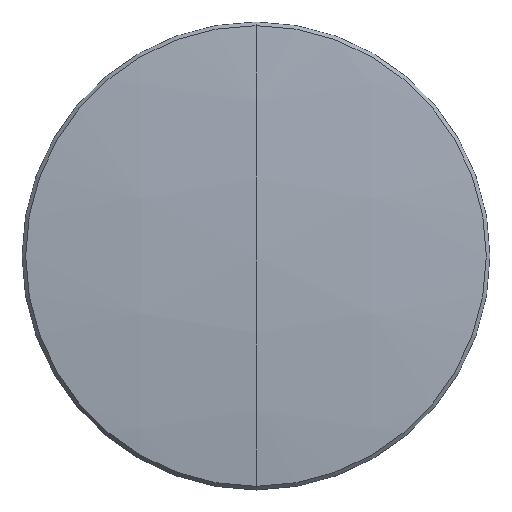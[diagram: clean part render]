
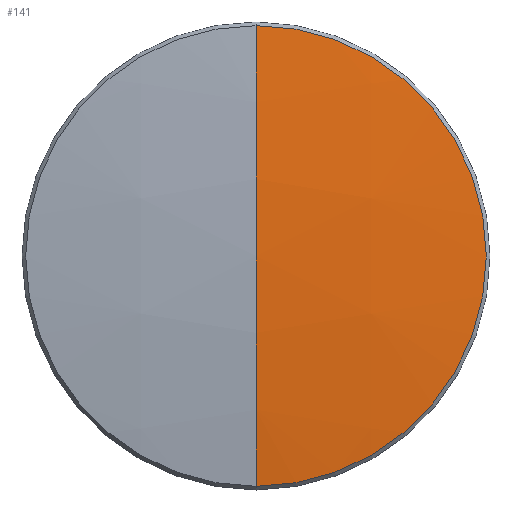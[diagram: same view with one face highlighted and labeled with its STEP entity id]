
A CAD part, top view. The second image highlights one B-rep face of the part: STEP entity #141.
In plain terms, the highlighted spherical face has radius 108.47 mm.
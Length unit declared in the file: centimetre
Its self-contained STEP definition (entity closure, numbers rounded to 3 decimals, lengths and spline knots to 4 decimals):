
#3 = AXIS2_PLACEMENT_3D ( 'NONE', #57, #244, #103 ) ;
#5 = CARTESIAN_POINT ( 'NONE',  ( 0., 1.2502, 0.0647 ) ) ;
#6 = CIRCLE ( 'NONE', #271, 1.2502 ) ;
#14 = EDGE_LOOP ( 'NONE', ( #298, #124, #163 ) ) ;
#16 = DIRECTION ( 'NONE',  ( -1., 0., 0. ) ) ;
#25 = CIRCLE ( 'NONE', #292, 10.847 ) ;
#29 = CARTESIAN_POINT ( 'NONE',  ( 0., 0., -10.71 ) ) ;
#34 = AXIS2_PLACEMENT_3D ( 'NONE', #29, #74, #275 ) ;
#53 = FACE_OUTER_BOUND ( 'NONE', #14, .T. ) ;
#57 = CARTESIAN_POINT ( 'NONE',  ( 0., 0., -10.71 ) ) ;
#74 = DIRECTION ( 'NONE',  ( 1., 0., 0. ) ) ;
#81 = DIRECTION ( 'NONE',  ( 0., 0., 1. ) ) ;
#82 = VERTEX_POINT ( 'NONE', #5 ) ;
#103 = DIRECTION ( 'NONE',  ( 0., 1., 0. ) ) ;
#119 = DIRECTION ( 'NONE',  ( 0., 1., 0. ) ) ;
#124 = ORIENTED_EDGE ( 'NONE', *, *, #154, .T. ) ;
#141 = ADVANCED_FACE ( 'NONE', ( #53 ), #235, .T. ) ;
#149 = EDGE_CURVE ( 'NONE', #246, #82, #6, .T. ) ;
#154 = EDGE_CURVE ( 'NONE', #209, #246, #179, .T. ) ;
#163 = ORIENTED_EDGE ( 'NONE', *, *, #149, .T. ) ;
#179 = CIRCLE ( 'NONE', #3, 10.847 ) ;
#194 = EDGE_CURVE ( 'NONE', #209, #82, #25, .T. ) ;
#207 = CARTESIAN_POINT ( 'NONE',  ( 0., 0., 0.137 ) ) ;
#209 = VERTEX_POINT ( 'NONE', #207 ) ;
#214 = DIRECTION ( 'NONE',  ( 0., 0., 1. ) ) ;
#215 = CARTESIAN_POINT ( 'NONE',  ( 0., -1.2502, 0.0647 ) ) ;
#235 = SPHERICAL_SURFACE ( 'NONE', #34, 10.847 ) ;
#244 = DIRECTION ( 'NONE',  ( 1., 0., 0. ) ) ;
#246 = VERTEX_POINT ( 'NONE', #215 ) ;
#271 = AXIS2_PLACEMENT_3D ( 'NONE', #288, #81, #119 ) ;
#275 = DIRECTION ( 'NONE',  ( 0., 1., 0. ) ) ;
#288 = CARTESIAN_POINT ( 'NONE',  ( 0., 0., 0.0647 ) ) ;
#292 = AXIS2_PLACEMENT_3D ( 'NONE', #296, #16, #214 ) ;
#296 = CARTESIAN_POINT ( 'NONE',  ( 0., 0., -10.71 ) ) ;
#298 = ORIENTED_EDGE ( 'NONE', *, *, #194, .F. ) ;
